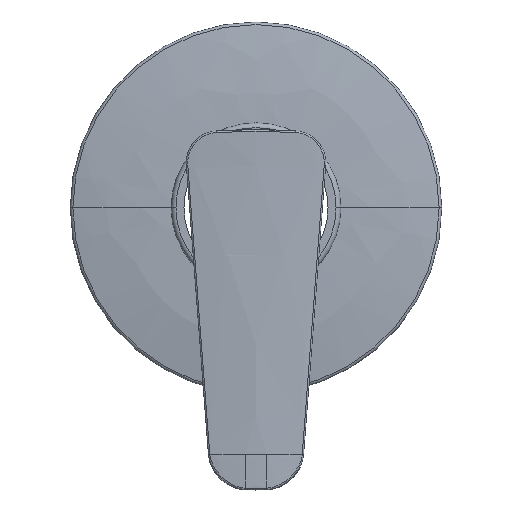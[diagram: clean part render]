
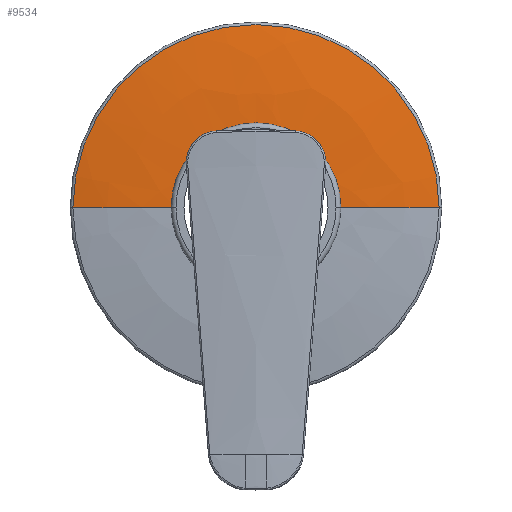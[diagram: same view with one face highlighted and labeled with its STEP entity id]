
A CAD part, top view. The second image highlights one B-rep face of the part: STEP entity #9534.
In plain terms, the highlighted free-form (B-spline) face has degree [3, 3] with [7, 4] control points.
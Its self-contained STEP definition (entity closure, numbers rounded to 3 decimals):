
#9173=CARTESIAN_POINT('',(0.,-1.822,-4.5));
#9174=DIRECTION('',(0.,0.,-1.));
#9175=DIRECTION('',(-1.,0.,0.));
#9176=AXIS2_PLACEMENT_3D('',#9173,#9174,#9175);
#9178=CARTESIAN_POINT('',(0.,-1.822,-7.351));
#9179=DIRECTION('',(0.,0.,1.));
#9180=DIRECTION('',(1.,0.,0.));
#9181=AXIS2_PLACEMENT_3D('',#9178,#9179,#9180);
#9198=CARTESIAN_POINT('',(-25.,-1.822,-187.5));
#9199=DIRECTION('',(0.,1.,0.));
#9200=DIRECTION('',(-0.176,0.,0.984));
#9201=AXIS2_PLACEMENT_3D('',#9198,#9199,#9200);
#9203=CARTESIAN_POINT('',(25.,-1.822,-187.5));
#9204=DIRECTION('',(0.,-1.,0.));
#9205=DIRECTION('',(0.176,0.,0.984));
#9206=AXIS2_PLACEMENT_3D('',#9203,#9204,#9205);
#9246=CARTESIAN_POINT('',(-25.,-1.822,-4.5));
#9248=VERTEX_POINT('',#9246);
#9250=CARTESIAN_POINT('',(25.,-1.822,-4.5));
#9252=VERTEX_POINT('',#9250);
#9262=CARTESIAN_POINT('',(-57.176,-1.822,
-7.351));
#9263=CARTESIAN_POINT('',(57.176,-1.822,
-7.351));
#9264=VERTEX_POINT('',#9262);
#9265=VERTEX_POINT('',#9263);
#9496=CARTESIAN_POINT('',(-24.305,-3.351,
-4.501));
#9497=CARTESIAN_POINT('',(-35.511,-4.056,
-4.461));
#9498=CARTESIAN_POINT('',(-46.674,-4.758,
-5.452));
#9499=CARTESIAN_POINT('',(-57.698,-5.452,
-7.466));
#9500=CARTESIAN_POINT('',(-25.246,11.606,
-4.501));
#9501=CARTESIAN_POINT('',(-36.886,17.797,
-4.461));
#9502=CARTESIAN_POINT('',(-48.481,23.965,
-5.452));
#9503=CARTESIAN_POINT('',(-59.932,30.056,
-7.466));
#9504=CARTESIAN_POINT('',(-14.987,22.531,
-4.501));
#9505=CARTESIAN_POINT('',(-21.897,33.76,
-4.461));
#9506=CARTESIAN_POINT('',(-28.78,44.944,
-5.452));
#9507=CARTESIAN_POINT('',(-35.578,55.991,
-7.466));
#9508=CARTESIAN_POINT('',(0.,22.531,-4.501));
#9509=CARTESIAN_POINT('',(0.,33.76,
-4.461));
#9510=CARTESIAN_POINT('',(0.,44.944,-5.452));
#9511=CARTESIAN_POINT('',(0.,55.991,-7.466));
#9512=CARTESIAN_POINT('',(14.987,22.531,-4.501));
#9513=CARTESIAN_POINT('',(21.897,33.76,-4.461));
#9514=CARTESIAN_POINT('',(28.78,44.944,-5.452));
#9515=CARTESIAN_POINT('',(35.578,55.991,-7.466));
#9516=CARTESIAN_POINT('',(25.246,11.606,-4.501));
#9517=CARTESIAN_POINT('',(36.886,17.797,-4.461));
#9518=CARTESIAN_POINT('',(48.481,23.965,-5.452));
#9519=CARTESIAN_POINT('',(59.932,30.056,-7.466));
#9520=CARTESIAN_POINT('',(24.305,-3.351,
-4.501));
#9521=CARTESIAN_POINT('',(35.511,-4.056,
-4.461));
#9522=CARTESIAN_POINT('',(46.674,-4.758,
-5.452));
#9523=CARTESIAN_POINT('',(57.698,-5.452,
-7.466));
#9524=(BOUNDED_SURFACE()B_SPLINE_SURFACE(3,3,((#9496,#9497,#9498,#9499),(#9500,
#9501,#9502,#9503),(#9504,#9505,#9506,#9507),(#9508,#9509,#9510,#9511),(#9512,
#9513,#9514,#9515),(#9516,#9517,#9518,#9519),(#9520,#9521,#9522,#9523)),
.UNSPECIFIED.,.F.,.F.,.F.)B_SPLINE_SURFACE_WITH_KNOTS((4,3,4),(4,4),(0.,1.,
2.),(0.,1.),.UNSPECIFIED.)GEOMETRIC_REPRESENTATION_ITEM()RATIONAL_B_SPLINE_SURFACE(((1.19,1.186,1.186,1.19),(
0.94,0.937,0.937,0.94),(
0.94,0.937,0.937,0.94),(
1.19,1.186,1.186,1.19),(
0.94,0.937,0.937,0.94),(
0.94,0.937,0.937,0.94),(
1.19,1.186,1.186,1.19)))REPRESENTATION_ITEM('')SURFACE());
#9526=ORIENTED_EDGE('',*,*,#9525,.F.);
#9528=ORIENTED_EDGE('',*,*,#9527,.T.);
#9529=ORIENTED_EDGE('',*,*,#9482,.F.);
#9531=ORIENTED_EDGE('',*,*,#9530,.F.);
#9532=EDGE_LOOP('',(#9526,#9528,#9529,#9531));
#9533=FACE_OUTER_BOUND('',#9532,.F.);
#9534=ADVANCED_FACE('',(#9533),#9524,.T.);
#9177=CIRCLE('',#9176,25.);
#9182=CIRCLE('',#9181,57.176);
#9202=CIRCLE('',#9201,183.);
#9207=CIRCLE('',#9206,183.);
#9482=EDGE_CURVE('',#9248,#9252,#9177,.T.);
#9525=EDGE_CURVE('',#9265,#9264,#9182,.T.);
#9527=EDGE_CURVE('',#9265,#9252,#9207,.T.);
#9530=EDGE_CURVE('',#9264,#9248,#9202,.T.);
